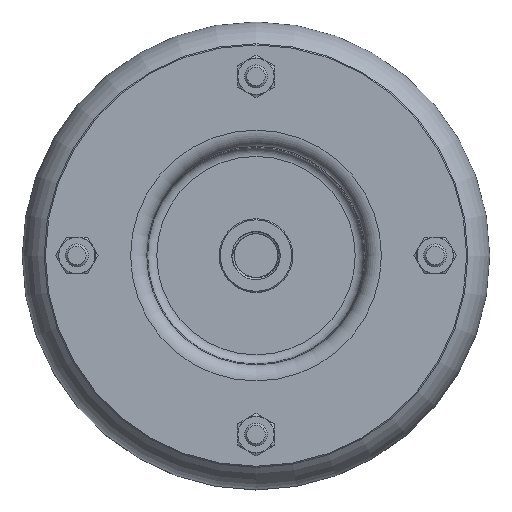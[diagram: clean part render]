
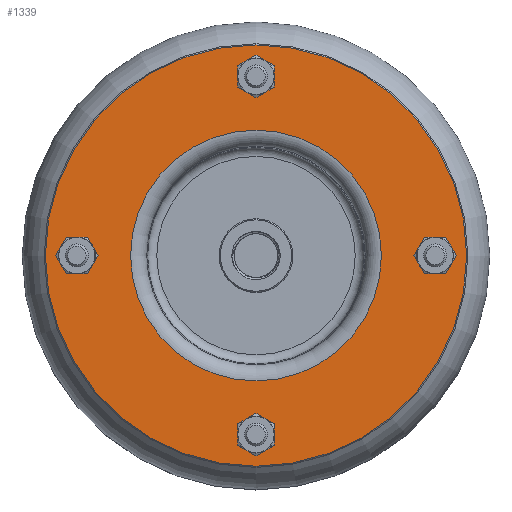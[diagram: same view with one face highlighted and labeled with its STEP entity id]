
A CAD part, top view. The second image highlights one B-rep face of the part: STEP entity #1339.
In plain terms, the highlighted planar face has unit normal (0, 0, 1).
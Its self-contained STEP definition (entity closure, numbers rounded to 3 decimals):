
#1339=ADVANCED_FACE('',(#1831,#1832,#1833,#1834,#1835,#1836),#1482,.T.);
#1482=PLANE('',#5391);
#1831=FACE_BOUND('',#2387,.T.);
#1832=FACE_BOUND('',#2388,.T.);
#1833=FACE_BOUND('',#2389,.T.);
#1834=FACE_BOUND('',#2390,.T.);
#1835=FACE_BOUND('',#2391,.T.);
#1836=FACE_BOUND('',#2392,.T.);
#2387=EDGE_LOOP('',(#3461));
#2388=EDGE_LOOP('',(#3462));
#2389=EDGE_LOOP('',(#3463));
#2390=EDGE_LOOP('',(#3464));
#2391=EDGE_LOOP('',(#3465));
#2392=EDGE_LOOP('',(#3466));
#3461=ORIENTED_EDGE('',*,*,#4448,.T.);
#3462=ORIENTED_EDGE('',*,*,#4449,.F.);
#3463=ORIENTED_EDGE('',*,*,#4450,.F.);
#3464=ORIENTED_EDGE('',*,*,#4451,.F.);
#3465=ORIENTED_EDGE('',*,*,#4452,.F.);
#3466=ORIENTED_EDGE('',*,*,#4453,.F.);
#3907=VERTEX_POINT('',#8587);
#3908=VERTEX_POINT('',#8589);
#3909=VERTEX_POINT('',#8591);
#3910=VERTEX_POINT('',#8593);
#3911=VERTEX_POINT('',#8595);
#3912=VERTEX_POINT('',#8597);
#4448=EDGE_CURVE('',#3907,#3907,#4755,.T.);
#4449=EDGE_CURVE('',#3908,#3908,#4756,.T.);
#4450=EDGE_CURVE('',#3909,#3909,#4757,.T.);
#4451=EDGE_CURVE('',#3910,#3910,#4758,.T.);
#4452=EDGE_CURVE('',#3911,#3911,#4759,.T.);
#4453=EDGE_CURVE('',#3912,#3912,#4760,.T.);
#4755=CIRCLE('',#5385,91.5);
#4756=CIRCLE('',#5386,5.75);
#4757=CIRCLE('',#5387,5.75);
#4758=CIRCLE('',#5388,5.75);
#4759=CIRCLE('',#5389,5.75);
#4760=CIRCLE('',#5390,54.47);
#5385=AXIS2_PLACEMENT_3D('',#8586,#6689,#6690);
#5386=AXIS2_PLACEMENT_3D('',#8588,#6691,#6692);
#5387=AXIS2_PLACEMENT_3D('',#8590,#6693,#6694);
#5388=AXIS2_PLACEMENT_3D('',#8592,#6695,#6696);
#5389=AXIS2_PLACEMENT_3D('',#8594,#6697,#6698);
#5390=AXIS2_PLACEMENT_3D('',#8596,#6699,#6700);
#5391=AXIS2_PLACEMENT_3D('',#8598,#6701,#6702);
#6689=DIRECTION('',(0.,0.,1.));
#6690=DIRECTION('',(1.,0.,0.));
#6691=DIRECTION('',(0.,0.,1.));
#6692=DIRECTION('',(1.,0.,0.));
#6693=DIRECTION('',(0.,0.,1.));
#6694=DIRECTION('',(1.,0.,0.));
#6695=DIRECTION('',(0.,0.,1.));
#6696=DIRECTION('',(1.,0.,0.));
#6697=DIRECTION('',(0.,0.,1.));
#6698=DIRECTION('',(1.,0.,0.));
#6699=DIRECTION('',(0.,0.,1.));
#6700=DIRECTION('',(1.,0.,0.));
#6701=DIRECTION('',(0.,0.,1.));
#6702=DIRECTION('',(1.,0.,0.));
#8586=CARTESIAN_POINT('',(0.,0.,206.2));
#8587=CARTESIAN_POINT('',(91.5,0.,206.2));
#8588=CARTESIAN_POINT('',(0.,-77.8,206.2));
#8589=CARTESIAN_POINT('',(5.75,-77.8,206.2));
#8590=CARTESIAN_POINT('',(-77.8,0.,206.2));
#8591=CARTESIAN_POINT('',(-72.05,0.,206.2));
#8592=CARTESIAN_POINT('',(0.,77.8,206.2));
#8593=CARTESIAN_POINT('',(5.75,77.8,206.2));
#8594=CARTESIAN_POINT('',(77.8,0.,206.2));
#8595=CARTESIAN_POINT('',(83.55,0.,206.2));
#8596=CARTESIAN_POINT('',(0.,0.,206.2));
#8597=CARTESIAN_POINT('',(54.47,0.,206.2));
#8598=CARTESIAN_POINT('',(54.47,0.,206.2));
